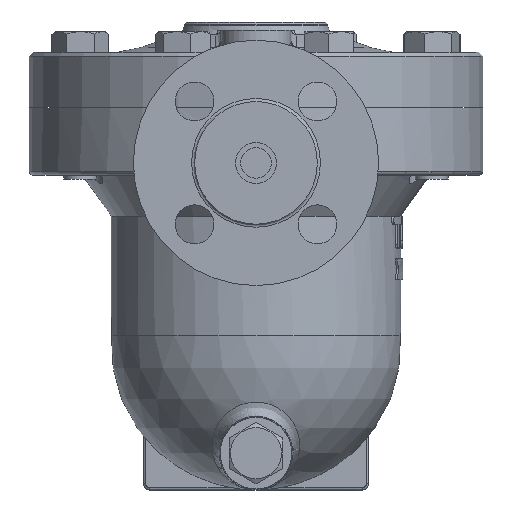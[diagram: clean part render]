
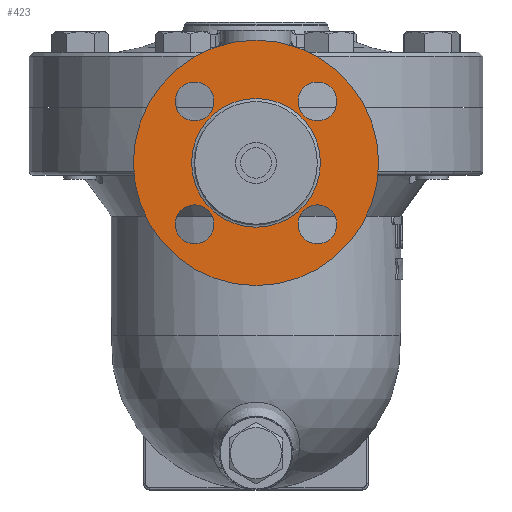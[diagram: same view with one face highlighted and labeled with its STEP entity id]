
A CAD part, left-side view. The second image highlights one B-rep face of the part: STEP entity #423.
In plain terms, the highlighted free-form (B-spline) face has degree [1, 1] with [2, 2] control points.
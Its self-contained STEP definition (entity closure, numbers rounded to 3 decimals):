
#295=CARTESIAN_POINT('',(-164.0,0.0,33.));
#296=VERTEX_POINT('',#295);
#297=CARTESIAN_POINT('',(-164.0,0.0,-27.));
#298=DIRECTION('',(-1.0,0.0,0.0));
#299=DIRECTION('',(0.0,0.0,1.0));
#300=AXIS2_PLACEMENT_3D('',#297,#298,#299);
#301=CIRCLE('',#300,60.0);
#302=EDGE_CURVE('',#296,#296,#301,.T.);
#345=CARTESIAN_POINT('',(-164.0,0.,-58.483));
#346=VERTEX_POINT('',#345);
#347=CARTESIAN_POINT('',(-164.0,0.0,-27.));
#348=DIRECTION('',(-1.0,0.0,0.0));
#349=DIRECTION('',(0.0,0.0,1.0));
#350=AXIS2_PLACEMENT_3D('',#347,#348,#349);
#351=CIRCLE('',#350,31.483);
#352=EDGE_CURVE('',#346,#346,#351,.T.);
#368=CARTESIAN_POINT('',(-164.0,60.0,33.));
#369=CARTESIAN_POINT('',(-164.,60.0,-87.));
#370=CARTESIAN_POINT('',(-164.0,-60.0,33.));
#371=CARTESIAN_POINT('',(-164.0,-60.0,-87.));
#372=B_SPLINE_SURFACE_WITH_KNOTS('',1,1,((#368,#370),(#369,#371)),.UNSPECIFIED.,.F.,.F.,.U.,(2,2),(2,2),(0.0,120.0),(0.0,120.0),.UNSPECIFIED.);
#373=ORIENTED_EDGE('',*,*,#302,.T.);
#374=EDGE_LOOP('',(#373));
#375=FACE_OUTER_BOUND('',#374,.T.);
#376=CARTESIAN_POINT('',(-164.0,-30.052,-6.448));
#377=VERTEX_POINT('',#376);
#378=CARTESIAN_POINT('',(-164.0,-30.052,3.052));
#379=DIRECTION('',(1.0,0.0,0.0));
#380=DIRECTION('',(0.0,0.0,-1.0));
#381=AXIS2_PLACEMENT_3D('',#378,#379,#380);
#382=CIRCLE('',#381,9.5);
#383=EDGE_CURVE('',#377,#377,#382,.T.);
#384=ORIENTED_EDGE('',*,*,#383,.T.);
#385=EDGE_LOOP('',(#384));
#386=FACE_BOUND('',#385,.T.);
#387=CARTESIAN_POINT('',(-164.0,20.552,3.052));
#388=VERTEX_POINT('',#387);
#389=CARTESIAN_POINT('',(-164.0,30.052,3.052));
#390=DIRECTION('',(1.0,0.0,0.0));
#391=DIRECTION('',(0.0,-1.0,0.0));
#392=AXIS2_PLACEMENT_3D('',#389,#390,#391);
#393=CIRCLE('',#392,9.5);
#394=EDGE_CURVE('',#388,#388,#393,.T.);
#395=ORIENTED_EDGE('',*,*,#394,.T.);
#396=EDGE_LOOP('',(#395));
#397=FACE_BOUND('',#396,.T.);
#398=CARTESIAN_POINT('',(-164.0,30.052,-47.552));
#399=VERTEX_POINT('',#398);
#400=CARTESIAN_POINT('',(-164.,30.052,-57.052));
#401=DIRECTION('',(1.0,0.0,0.0));
#402=DIRECTION('',(0.0,0.0,1.0));
#403=AXIS2_PLACEMENT_3D('',#400,#401,#402);
#404=CIRCLE('',#403,9.5);
#405=EDGE_CURVE('',#399,#399,#404,.T.);
#406=ORIENTED_EDGE('',*,*,#405,.T.);
#407=EDGE_LOOP('',(#406));
#408=FACE_BOUND('',#407,.T.);
#409=CARTESIAN_POINT('',(-164.0,-20.552,-57.052));
#410=VERTEX_POINT('',#409);
#411=CARTESIAN_POINT('',(-164.,-30.052,-57.052));
#412=DIRECTION('',(1.0,0.0,0.0));
#413=DIRECTION('',(0.0,1.0,0.0));
#414=AXIS2_PLACEMENT_3D('',#411,#412,#413);
#415=CIRCLE('',#414,9.5);
#416=EDGE_CURVE('',#410,#410,#415,.T.);
#417=ORIENTED_EDGE('',*,*,#416,.T.);
#418=EDGE_LOOP('',(#417));
#419=FACE_BOUND('',#418,.T.);
#420=ORIENTED_EDGE('',*,*,#352,.F.);
#421=EDGE_LOOP('',(#420));
#422=FACE_BOUND('',#421,.T.);
#423=ADVANCED_FACE('',(#375,#386,#397,#408,#419,#422),#372,.T.);
